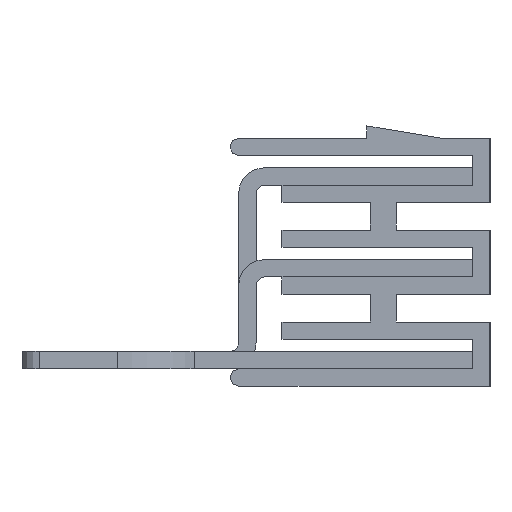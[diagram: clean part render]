
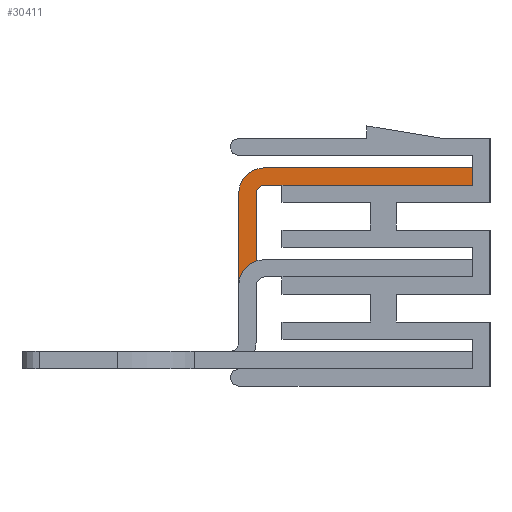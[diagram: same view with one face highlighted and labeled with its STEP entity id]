
A CAD part, left-side view. The second image highlights one B-rep face of the part: STEP entity #30411.
In plain terms, the highlighted planar face has unit normal (-1, 0, 0).
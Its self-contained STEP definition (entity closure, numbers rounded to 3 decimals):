
#5290=DIRECTION('',(0.,0.,1.));
#5291=VECTOR('',#5290,1.);
#5292=CARTESIAN_POINT('',(-444.25,-6.1,3.6));
#5293=LINE('',#5292,#5291);
#5540=DIRECTION('',(0.,1.,0.));
#5541=VECTOR('',#5540,1.);
#5542=CARTESIAN_POINT('',(-444.25,4.9,3.6));
#5543=LINE('',#5542,#5541);
#5544=CARTESIAN_POINT('',(-444.25,5.9,3.1));
#5545=DIRECTION('',(-1.,0.,0.));
#5546=DIRECTION('',(0.,0.,1.));
#5547=AXIS2_PLACEMENT_3D('',#5544,#5545,#5546);
#5549=DIRECTION('',(0.,0.,-1.));
#5550=VECTOR('',#5549,8.6);
#5551=CARTESIAN_POINT('',(-444.25,6.4,3.1));
#5552=LINE('',#5551,#5550);
#5553=CARTESIAN_POINT('',(-444.25,7.9,-5.5));
#5554=DIRECTION('',(1.,0.,0.));
#5555=DIRECTION('',(0.,-1.,0.));
#5556=AXIS2_PLACEMENT_3D('',#5553,#5554,#5555);
#5558=DIRECTION('',(0.,1.,0.));
#5559=VECTOR('',#5558,2.063);
#5560=CARTESIAN_POINT('',(-444.25,7.9,-7.));
#5561=LINE('',#5560,#5559);
#5562=CARTESIAN_POINT('',(-444.25,7.9,-5.5));
#5563=DIRECTION('',(-1.,0.,0.));
#5564=DIRECTION('',(0.,0.,-1.));
#5565=AXIS2_PLACEMENT_3D('',#5562,#5563,#5564);
#5567=CARTESIAN_POINT('',(-444.25,5.9,3.1));
#5568=DIRECTION('',(1.,0.,0.));
#5569=DIRECTION('',(0.,1.,0.));
#5570=AXIS2_PLACEMENT_3D('',#5567,#5568,#5569);
#5572=DIRECTION('',(0.,-1.,0.));
#5573=VECTOR('',#5572,12.);
#5574=CARTESIAN_POINT('',(-444.25,5.9,4.6));
#5575=LINE('',#5574,#5573);
#5606=DIRECTION('',(0.,-1.,0.));
#5607=VECTOR('',#5606,11.);
#5608=CARTESIAN_POINT('',(-444.25,4.9,3.6));
#5609=LINE('',#5608,#5607);
#12265=DIRECTION('',(0.,1.,0.));
#12266=VECTOR('',#12265,2.063);
#12267=CARTESIAN_POINT('',(-444.25,7.9,-6.));
#12268=LINE('',#12267,#12266);
#12320=DIRECTION('',(0.,0.,-1.));
#12321=VECTOR('',#12320,8.6);
#12322=CARTESIAN_POINT('',(-444.25,7.4,3.1));
#12323=LINE('',#12322,#12321);
#12332=DIRECTION('',(0.,0.,-1.));
#12333=VECTOR('',#12332,1.);
#12334=CARTESIAN_POINT('',(-444.25,9.963,-6.));
#12335=LINE('',#12334,#12333);
#17790=CARTESIAN_POINT('',(-444.25,9.963,-7.));
#17791=VERTEX_POINT('',#17790);
#17792=CARTESIAN_POINT('',(-444.25,7.9,-7.));
#17793=VERTEX_POINT('',#17792);
#18344=CARTESIAN_POINT('',(-444.25,5.9,4.6));
#18345=VERTEX_POINT('',#18344);
#18346=CARTESIAN_POINT('',(-444.25,7.4,3.1));
#18347=VERTEX_POINT('',#18346);
#18690=CARTESIAN_POINT('',(-444.25,5.9,3.6));
#18692=VERTEX_POINT('',#18690);
#18696=CARTESIAN_POINT('',(-444.25,6.4,3.1));
#18697=VERTEX_POINT('',#18696);
#18768=CARTESIAN_POINT('',(-444.25,6.4,-5.5));
#18769=VERTEX_POINT('',#18768);
#18838=CARTESIAN_POINT('',(-444.25,9.963,-6.));
#18839=VERTEX_POINT('',#18838);
#18842=CARTESIAN_POINT('',(-444.25,7.9,-6.));
#18843=VERTEX_POINT('',#18842);
#19408=CARTESIAN_POINT('',(-444.25,7.4,-5.5));
#19409=VERTEX_POINT('',#19408);
#22343=CARTESIAN_POINT('',(-444.25,-6.1,4.6));
#22345=VERTEX_POINT('',#22343);
#22348=CARTESIAN_POINT('',(-444.25,-6.1,3.6));
#22349=VERTEX_POINT('',#22348);
#22356=CARTESIAN_POINT('',(-444.25,4.9,3.6));
#22357=VERTEX_POINT('',#22356);
#30380=CARTESIAN_POINT('',(-444.25,1.931,-1.2));
#30381=DIRECTION('',(1.,0.,0.));
#30382=DIRECTION('',(0.,1.,0.));
#30383=AXIS2_PLACEMENT_3D('',#30380,#30381,#30382);
#30384=PLANE('',#30383);
#30385=ORIENTED_EDGE('',*,*,#30156,.F.);
#30387=ORIENTED_EDGE('',*,*,#30386,.F.);
#30389=ORIENTED_EDGE('',*,*,#30388,.T.);
#30391=ORIENTED_EDGE('',*,*,#30390,.T.);
#30393=ORIENTED_EDGE('',*,*,#30392,.T.);
#30395=ORIENTED_EDGE('',*,*,#30394,.T.);
#30397=ORIENTED_EDGE('',*,*,#30396,.T.);
#30399=ORIENTED_EDGE('',*,*,#30398,.F.);
#30401=ORIENTED_EDGE('',*,*,#30400,.F.);
#30403=ORIENTED_EDGE('',*,*,#30402,.T.);
#30405=ORIENTED_EDGE('',*,*,#30404,.F.);
#30407=ORIENTED_EDGE('',*,*,#30406,.T.);
#30408=ORIENTED_EDGE('',*,*,#30167,.T.);
#30409=EDGE_LOOP('',(#30385,#30387,#30389,#30391,#30393,#30395,#30397,#30399,
#30401,#30403,#30405,#30407,#30408));
#30410=FACE_OUTER_BOUND('',#30409,.F.);
#5548=CIRCLE('',#5547,0.5);
#5557=CIRCLE('',#5556,1.5);
#5566=CIRCLE('',#5565,0.5);
#5571=CIRCLE('',#5570,1.5);
#30156=EDGE_CURVE('',#22349,#22345,#5293,.T.);
#30167=EDGE_CURVE('',#18345,#22345,#5575,.T.);
#30386=EDGE_CURVE('',#22357,#22349,#5609,.T.);
#30388=EDGE_CURVE('',#22357,#18692,#5543,.T.);
#30390=EDGE_CURVE('',#18692,#18697,#5548,.T.);
#30392=EDGE_CURVE('',#18697,#18769,#5552,.T.);
#30394=EDGE_CURVE('',#18769,#17793,#5557,.T.);
#30396=EDGE_CURVE('',#17793,#17791,#5561,.T.);
#30398=EDGE_CURVE('',#18839,#17791,#12335,.T.);
#30400=EDGE_CURVE('',#18843,#18839,#12268,.T.);
#30402=EDGE_CURVE('',#18843,#19409,#5566,.T.);
#30404=EDGE_CURVE('',#18347,#19409,#12323,.T.);
#30406=EDGE_CURVE('',#18347,#18345,#5571,.T.);
#30411=ADVANCED_FACE('',(#30410),#30384,.F.);
